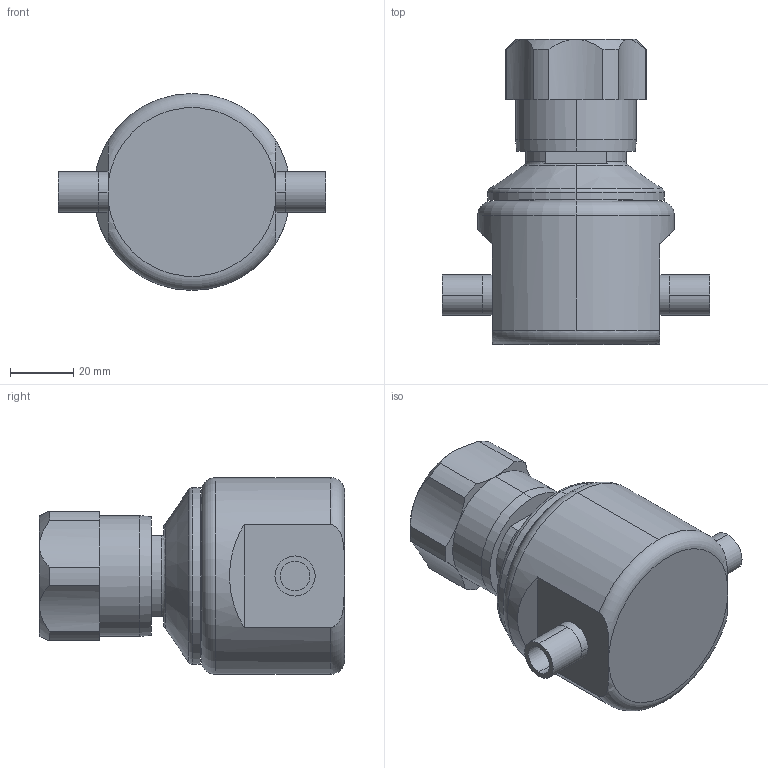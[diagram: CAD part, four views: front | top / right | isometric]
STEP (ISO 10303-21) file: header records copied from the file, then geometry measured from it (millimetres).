
FILE_DESCRIPTION (( 'STEP AP203' ), '1' );
FILE_NAME ('JSHM-050-TE.STEP', '2017-06-29T13:01:26', ( '' ), ( '' ), 'SwSTEP 2.0', 'SolidWorks 2014', '' );
FILE_SCHEMA (( 'CONFIG_CONTROL_DESIGN' ));
Length unit declared in the file: inch
Products named in the file (2): JSHM-050-TE
Bounding box: 84.4 x 96.39 x 62.23 mm (x, y, z)
Volume: 199470.5 mm3; surface area: 24622.9 mm2
Topology: 1 solids, 1 shells, 83 faces, 196 edges, 122 vertices
Faces by surface type: cylinder 37, plane 23, cone 15, torus 8
Entity records: 2793 total; most frequent: CARTESIAN_POINT 675, DIRECTION 454, ORIENTED_EDGE 392, AXIS2_PLACEMENT_3D 197, EDGE_CURVE 196, VERTEX_POINT 122, CIRCLE 112, EDGE_LOOP 90
